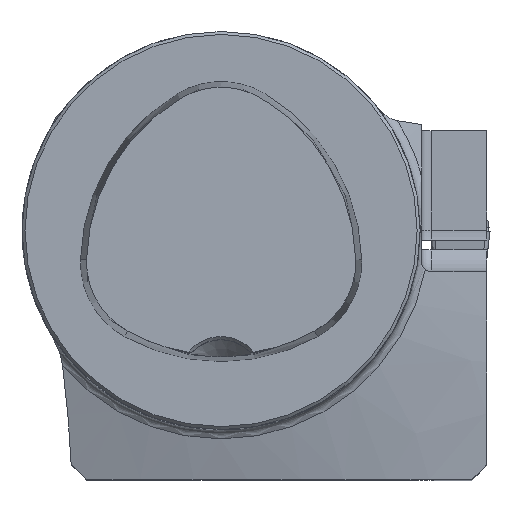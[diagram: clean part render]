
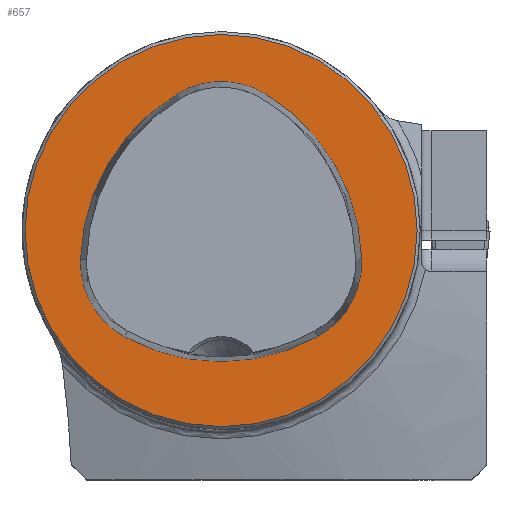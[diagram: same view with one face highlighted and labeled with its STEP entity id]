
A CAD part, top view. The second image highlights one B-rep face of the part: STEP entity #657.
In plain terms, the highlighted planar face has unit normal (0, 0, 1).
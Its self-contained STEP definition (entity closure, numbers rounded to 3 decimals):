
#108=FACE_BOUND('',#902,.T.);
#109=FACE_BOUND('',#903,.T.);
#175=PLANE('',#2373);
#657=ADVANCED_FACE('CU_FL_N1_SU_1',(#108,#109),#175,.T.);
#902=EDGE_LOOP('',(#1261,#1262,#1263,#1264,#1265,#1266));
#903=EDGE_LOOP('',(#1267));
#1010=CIRCLE('',#2364,20.063);
#1012=CIRCLE('',#2367,20.063);
#1013=CIRCLE('',#2368,8.563);
#1014=CIRCLE('',#2369,8.563);
#1015=CIRCLE('',#2370,20.063);
#1016=CIRCLE('',#2371,8.563);
#1017=CIRCLE('',#2372,19.7);
#1261=ORIENTED_EDGE('',*,*,#2052,.F.);
#1262=ORIENTED_EDGE('',*,*,#2053,.F.);
#1263=ORIENTED_EDGE('',*,*,#2045,.F.);
#1264=ORIENTED_EDGE('',*,*,#2054,.F.);
#1265=ORIENTED_EDGE('',*,*,#2055,.F.);
#1266=ORIENTED_EDGE('',*,*,#2056,.F.);
#1267=ORIENTED_EDGE('',*,*,#2057,.T.);
#1803=VERTEX_POINT('',#3735);
#1804=VERTEX_POINT('',#3737);
#1810=VERTEX_POINT('',#3769);
#1811=VERTEX_POINT('',#3770);
#1812=VERTEX_POINT('',#3773);
#1813=VERTEX_POINT('',#3775);
#1814=VERTEX_POINT('',#3778);
#2045=EDGE_CURVE('',#1803,#1804,#1010,.T.);
#2052=EDGE_CURVE('',#1810,#1811,#1012,.T.);
#2053=EDGE_CURVE('',#1804,#1810,#1013,.T.);
#2054=EDGE_CURVE('',#1812,#1803,#1014,.T.);
#2055=EDGE_CURVE('',#1813,#1812,#1015,.T.);
#2056=EDGE_CURVE('',#1811,#1813,#1016,.T.);
#2057=EDGE_CURVE('',#1814,#1814,#1017,.T.);
#2364=AXIS2_PLACEMENT_3D('',#3736,#2709,#2710);
#2367=AXIS2_PLACEMENT_3D('',#3768,#2716,#2717);
#2368=AXIS2_PLACEMENT_3D('',#3771,#2718,#2719);
#2369=AXIS2_PLACEMENT_3D('',#3772,#2720,#2721);
#2370=AXIS2_PLACEMENT_3D('',#3774,#2722,#2723);
#2371=AXIS2_PLACEMENT_3D('',#3776,#2724,#2725);
#2372=AXIS2_PLACEMENT_3D('',#3777,#2726,#2727);
#2373=AXIS2_PLACEMENT_3D('',#3779,#2728,#2729);
#2709=DIRECTION('',(0.,0.,1.));
#2710=DIRECTION('',(-1.,0.,0.));
#2716=DIRECTION('',(0.,0.,1.));
#2717=DIRECTION('',(-1.,0.,0.));
#2718=DIRECTION('',(0.,0.,1.));
#2719=DIRECTION('',(-1.,0.,0.));
#2720=DIRECTION('',(0.,0.,1.));
#2721=DIRECTION('',(-1.,0.,0.));
#2722=DIRECTION('',(0.,0.,1.));
#2723=DIRECTION('',(-1.,0.,0.));
#2724=DIRECTION('',(0.,0.,1.));
#2725=DIRECTION('',(-1.,0.,0.));
#2726=DIRECTION('',(0.,0.,1.));
#2727=DIRECTION('',(-1.,0.,0.));
#2728=DIRECTION('',(0.,0.,1.));
#2729=DIRECTION('',(-1.,0.,0.));
#3735=CARTESIAN_POINT('',(-9.704,-10.66,0.));
#3736=CARTESIAN_POINT('',(0.,6.9,0.));
#3737=CARTESIAN_POINT('',(9.704,-10.66,0.));
#3768=CARTESIAN_POINT('',(-5.934,-3.451,0.));
#3769=CARTESIAN_POINT('',(14.123,-2.953,0.));
#3770=CARTESIAN_POINT('',(4.418,13.735,0.));
#3771=CARTESIAN_POINT('',(5.562,-3.165,0.));
#3772=CARTESIAN_POINT('',(-5.562,-3.165,0.));
#3773=CARTESIAN_POINT('',(-14.123,-2.953,0.));
#3774=CARTESIAN_POINT('',(5.934,-3.451,0.));
#3775=CARTESIAN_POINT('',(-4.418,13.735,0.));
#3776=CARTESIAN_POINT('',(0.,6.4,0.));
#3777=CARTESIAN_POINT('',(0.,0.,0.));
#3778=CARTESIAN_POINT('',(-19.7,0.,0.));
#3779=CARTESIAN_POINT('',(0.,0.,0.));
